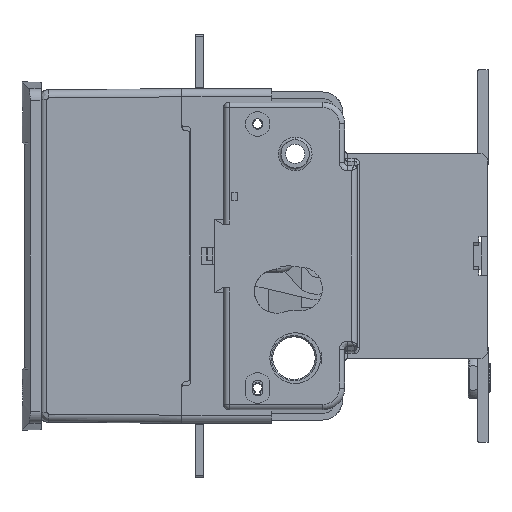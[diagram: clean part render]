
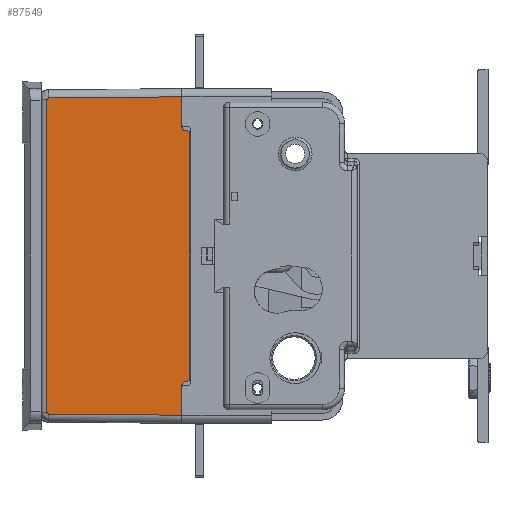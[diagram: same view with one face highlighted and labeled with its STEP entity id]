
A CAD part, left-side view. The second image highlights one B-rep face of the part: STEP entity #87549.
In plain terms, the highlighted face is planar.
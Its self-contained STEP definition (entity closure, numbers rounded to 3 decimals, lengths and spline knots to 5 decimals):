
#72483=DIRECTION('',(-1.,0.,0.));
#72484=VECTOR('',#72483,0.01087);
#72485=CARTESIAN_POINT('',(0.05847,0.,
0.05097));
#72486=LINE('',#72485,#72484);
#72583=CARTESIAN_POINT('',(0.05847,0.,0.05097));
#72596=DIRECTION('',(1.,0.,0.));
#72597=VECTOR('',#72596,0.01087);
#72598=CARTESIAN_POINT('',(-0.05847,0.,
0.05097));
#72599=LINE('',#72598,#72597);
#72600=DIRECTION('',(-0.009,-1.,0.009));
#72601=VECTOR('',#72600,0.04903);
#72602=CARTESIAN_POINT('',(-0.05805,0.04903,
0.05055));
#72603=LINE('',#72602,#72601);
#72604=CARTESIAN_POINT('',(-0.05755,0.04903,
0.05055));
#72605=DIRECTION('',(0.,0.009,1.));
#72606=DIRECTION('',(0.,1.,-0.009));
#72607=AXIS2_PLACEMENT_3D('',#72604,#72605,#72606);
#72609=CARTESIAN_POINT('',(0.05755,0.04903,
0.05055));
#72610=DIRECTION('',(0.,0.009,1.));
#72611=DIRECTION('',(1.,0.009,0.));
#72612=AXIS2_PLACEMENT_3D('',#72609,#72610,#72611);
#72614=DIRECTION('',(-0.009,1.,-0.009));
#72615=VECTOR('',#72614,0.04903);
#72616=CARTESIAN_POINT('',(0.05847,0.,
0.05097));
#72617=LINE('',#72616,#72615);
#72618=CARTESIAN_POINT('',(0.0461,-0.0015,0.05099));
#72619=CARTESIAN_POINT('',(0.0461,-0.001,0.05098));
#72620=CARTESIAN_POINT('',(0.04648,-0.00038,
0.05098));
#72621=CARTESIAN_POINT('',(0.0471,0.,0.05097));
#72622=CARTESIAN_POINT('',(0.0476,0.,0.05097));
#72624=CARTESIAN_POINT('',(0.0446,-0.003,0.051));
#72625=CARTESIAN_POINT('',(0.0451,-0.003,0.051));
#72626=CARTESIAN_POINT('',(0.04572,-0.00262,
0.051));
#72627=CARTESIAN_POINT('',(0.0461,-0.002,0.05099));
#72628=CARTESIAN_POINT('',(0.0461,-0.0015,0.05099));
#72630=DIRECTION('',(1.,0.,0.));
#72631=VECTOR('',#72630,0.0892);
#72632=CARTESIAN_POINT('',(-0.0446,-0.003,0.051));
#72633=LINE('',#72632,#72631);
#72634=CARTESIAN_POINT('',(-0.0461,-0.0015,0.05099));
#72635=CARTESIAN_POINT('',(-0.0461,-0.002,0.05099));
#72636=CARTESIAN_POINT('',(-0.04572,-0.00262,
0.051));
#72637=CARTESIAN_POINT('',(-0.0451,-0.003,0.051));
#72638=CARTESIAN_POINT('',(-0.0446,-0.003,0.051));
#72640=CARTESIAN_POINT('',(-0.0476,0.,0.05097));
#72641=CARTESIAN_POINT('',(-0.0471,0.,0.05097));
#72642=CARTESIAN_POINT('',(-0.04648,-0.00038,
0.05098));
#72643=CARTESIAN_POINT('',(-0.0461,-0.001,0.05098));
#72644=CARTESIAN_POINT('',(-0.0461,-0.0015,0.05099));
#82960=DIRECTION('',(1.,0.,0.));
#82961=VECTOR('',#82960,0.11509);
#82962=CARTESIAN_POINT('',(-0.05755,0.04953,
0.05054));
#82963=LINE('',#82962,#82961);
#85220=VERTEX_POINT('',#72624);
#85221=VERTEX_POINT('',#72628);
#85228=VERTEX_POINT('',#72622);
#85229=VERTEX_POINT('',#72634);
#85230=VERTEX_POINT('',#72638);
#85235=VERTEX_POINT('',#72640);
#85515=CARTESIAN_POINT('',(0.05805,0.04903,
0.05055));
#85516=VERTEX_POINT('',#85515);
#85517=VERTEX_POINT('',#72583);
#85518=CARTESIAN_POINT('',(0.05755,0.04953,
0.05054));
#85519=VERTEX_POINT('',#85518);
#85520=CARTESIAN_POINT('',(-0.05755,0.04953,
0.05054));
#85521=VERTEX_POINT('',#85520);
#85522=CARTESIAN_POINT('',(-0.05805,0.04903,
0.05055));
#85523=CARTESIAN_POINT('',(-0.05847,0.,
0.05097));
#85524=VERTEX_POINT('',#85522);
#85525=VERTEX_POINT('',#85523);
#87521=CARTESIAN_POINT('',(-0.06361,-0.003,0.051));
#87522=DIRECTION('',(0.,0.009,1.));
#87523=DIRECTION('',(1.,0.,0.));
#87524=AXIS2_PLACEMENT_3D('',#87521,#87522,#87523);
#87525=PLANE('',#87524);
#87527=ORIENTED_EDGE('',*,*,#87526,.F.);
#87529=ORIENTED_EDGE('',*,*,#87528,.F.);
#87531=ORIENTED_EDGE('',*,*,#87530,.F.);
#87533=ORIENTED_EDGE('',*,*,#87532,.T.);
#87534=ORIENTED_EDGE('',*,*,#87500,.F.);
#87535=ORIENTED_EDGE('',*,*,#87515,.F.);
#87536=ORIENTED_EDGE('',*,*,#87314,.T.);
#87538=ORIENTED_EDGE('',*,*,#87537,.F.);
#87540=ORIENTED_EDGE('',*,*,#87539,.F.);
#87542=ORIENTED_EDGE('',*,*,#87541,.F.);
#87544=ORIENTED_EDGE('',*,*,#87543,.F.);
#87546=ORIENTED_EDGE('',*,*,#87545,.F.);
#87547=EDGE_LOOP('',(#87527,#87529,#87531,#87533,#87534,#87535,#87536,#87538,
#87540,#87542,#87544,#87546));
#87548=FACE_OUTER_BOUND('',#87547,.F.);
#87549=ADVANCED_FACE('',(#87548),#87525,.T.);
#72608=CIRCLE('',#72607,0.0005);
#72613=CIRCLE('',#72612,0.0005);
#72623=B_SPLINE_CURVE_WITH_KNOTS('',3,(#72618,#72619,#72620,#72621,#72622),
.UNSPECIFIED.,.F.,.F.,(4,1,4),(0.,0.5,1.),.UNSPECIFIED.);
#72629=B_SPLINE_CURVE_WITH_KNOTS('',3,(#72624,#72625,#72626,#72627,#72628),
.UNSPECIFIED.,.F.,.F.,(4,1,4),(0.,0.5,1.),.UNSPECIFIED.);
#72639=B_SPLINE_CURVE_WITH_KNOTS('',3,(#72634,#72635,#72636,#72637,#72638),
.UNSPECIFIED.,.F.,.F.,(4,1,4),(0.,0.5,1.),.UNSPECIFIED.);
#72645=B_SPLINE_CURVE_WITH_KNOTS('',3,(#72640,#72641,#72642,#72643,#72644),
.UNSPECIFIED.,.F.,.F.,(4,1,4),(0.,0.5,1.),.UNSPECIFIED.);
#87314=EDGE_CURVE('',#85517,#85228,#72486,.T.);
#87500=EDGE_CURVE('',#85516,#85519,#72613,.T.);
#87515=EDGE_CURVE('',#85517,#85516,#72617,.T.);
#87526=EDGE_CURVE('',#85525,#85235,#72599,.T.);
#87528=EDGE_CURVE('',#85524,#85525,#72603,.T.);
#87530=EDGE_CURVE('',#85521,#85524,#72608,.T.);
#87532=EDGE_CURVE('',#85521,#85519,#82963,.T.);
#87537=EDGE_CURVE('',#85221,#85228,#72623,.T.);
#87539=EDGE_CURVE('',#85220,#85221,#72629,.T.);
#87541=EDGE_CURVE('',#85230,#85220,#72633,.T.);
#87543=EDGE_CURVE('',#85229,#85230,#72639,.T.);
#87545=EDGE_CURVE('',#85235,#85229,#72645,.T.);
